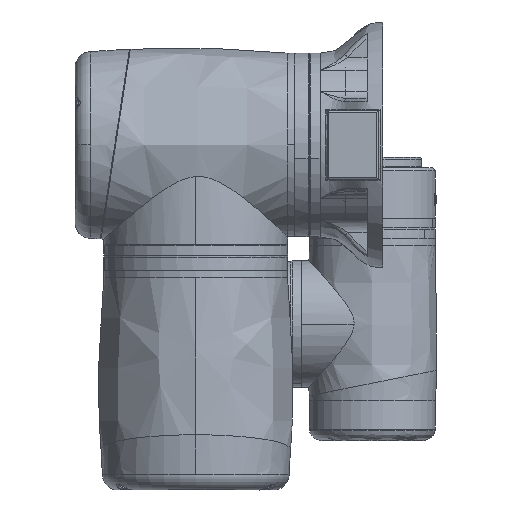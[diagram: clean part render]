
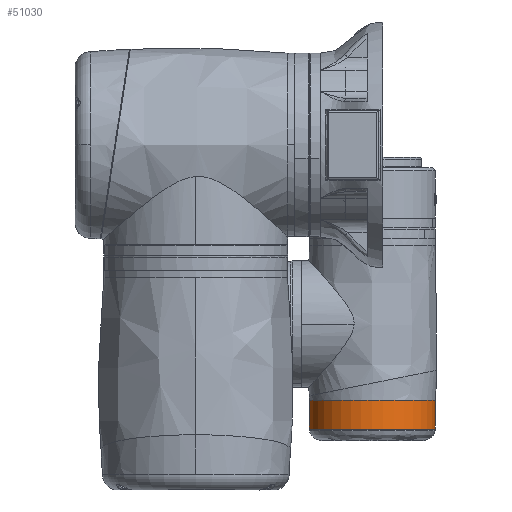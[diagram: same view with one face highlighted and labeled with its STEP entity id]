
A CAD part, left-side view. The second image highlights one B-rep face of the part: STEP entity #51030.
In plain terms, the highlighted cylindrical face has radius 40.5 mm (diameter 81 mm), a partial arc.
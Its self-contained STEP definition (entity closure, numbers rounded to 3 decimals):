
#2344 = AXIS2_PLACEMENT_3D ( 'NONE', #92723, #29165, #44119 ) ;
#2896 = EDGE_CURVE ( 'NONE', #52546, #15266, #29245, .T. ) ;
#6125 = DIRECTION ( 'NONE',  ( 0., -1., 0. ) ) ;
#7643 = CARTESIAN_POINT ( 'NONE',  ( 40.5, 135.5, 0. ) ) ;
#10803 = EDGE_CURVE ( 'NONE', #37700, #52546, #32871, .T. ) ;
#11264 = VECTOR ( 'NONE', #6125, 1000. ) ;
#12964 = CARTESIAN_POINT ( 'NONE',  ( 0., 117., 0. ) ) ;
#13613 = VERTEX_POINT ( 'NONE', #95505 ) ;
#13773 = EDGE_LOOP ( 'NONE', ( #76435, #43337, #72172, #101932, #66620 ) ) ;
#15266 = VERTEX_POINT ( 'NONE', #56856 ) ;
#21560 = AXIS2_PLACEMENT_3D ( 'NONE', #90070, #82306, #48257 ) ;
#28125 = EDGE_CURVE ( 'NONE', #37700, #13613, #45925, .T. ) ;
#29165 = DIRECTION ( 'NONE',  ( 0., -1., 0. ) ) ;
#29245 = CIRCLE ( 'NONE', #40032, 40.5 ) ;
#29665 = DIRECTION ( 'NONE',  ( 0., -1., 0. ) ) ;
#32485 = CARTESIAN_POINT ( 'NONE',  ( -40.5, 135.5, 0. ) ) ;
#32871 = LINE ( 'NONE', #38811, #11264 ) ;
#37700 = VERTEX_POINT ( 'NONE', #7643 ) ;
#38811 = CARTESIAN_POINT ( 'NONE',  ( 40.5, 8.5, 0. ) ) ;
#40032 = AXIS2_PLACEMENT_3D ( 'NONE', #12964, #29665, #61344 ) ;
#43178 = DIRECTION ( 'NONE',  ( 0., -1., 0. ) ) ;
#43337 = ORIENTED_EDGE ( 'NONE', *, *, #28125, .T. ) ;
#44119 = DIRECTION ( 'NONE',  ( 0., 0., 1. ) ) ;
#45925 = CIRCLE ( 'NONE', #21560, 40.5 ) ;
#48040 = CIRCLE ( 'NONE', #2344, 40.5 ) ;
#48257 = DIRECTION ( 'NONE',  ( 0., 0., 1. ) ) ;
#51018 = FACE_OUTER_BOUND ( 'NONE', #13773, .T. ) ;
#51030 = ADVANCED_FACE ( 'NONE', ( #51018 ), #81457, .T. ) ;
#52546 = VERTEX_POINT ( 'NONE', #67551 ) ;
#52690 = VECTOR ( 'NONE', #43178, 1000. ) ;
#53406 = VERTEX_POINT ( 'NONE', #32485 ) ;
#56856 = CARTESIAN_POINT ( 'NONE',  ( -40.5, 117., 0. ) ) ;
#59559 = CARTESIAN_POINT ( 'NONE',  ( -40.5, 8.5, 0. ) ) ;
#61344 = DIRECTION ( 'NONE',  ( -1., 0., 0. ) ) ;
#62283 = EDGE_CURVE ( 'NONE', #53406, #15266, #78091, .T. ) ;
#63873 = DIRECTION ( 'NONE',  ( -1., 0., 0. ) ) ;
#66620 = ORIENTED_EDGE ( 'NONE', *, *, #2896, .F. ) ;
#67551 = CARTESIAN_POINT ( 'NONE',  ( 40.5, 117., 0. ) ) ;
#72024 = CARTESIAN_POINT ( 'NONE',  ( 0., 8.5, 0. ) ) ;
#72172 = ORIENTED_EDGE ( 'NONE', *, *, #91703, .T. ) ;
#75753 = AXIS2_PLACEMENT_3D ( 'NONE', #72024, #88308, #63873 ) ;
#76435 = ORIENTED_EDGE ( 'NONE', *, *, #10803, .F. ) ;
#78091 = LINE ( 'NONE', #59559, #52690 ) ;
#81457 = CYLINDRICAL_SURFACE ( 'NONE', #75753, 40.5 ) ;
#82306 = DIRECTION ( 'NONE',  ( 0., -1., 0. ) ) ;
#88308 = DIRECTION ( 'NONE',  ( 0., -1., 0. ) ) ;
#90070 = CARTESIAN_POINT ( 'NONE',  ( 0., 135.5, 0. ) ) ;
#91703 = EDGE_CURVE ( 'NONE', #13613, #53406, #48040, .T. ) ;
#92723 = CARTESIAN_POINT ( 'NONE',  ( 0., 135.5, 0. ) ) ;
#95505 = CARTESIAN_POINT ( 'NONE',  ( 0., 135.5, 40.5 ) ) ;
#101932 = ORIENTED_EDGE ( 'NONE', *, *, #62283, .T. ) ;
